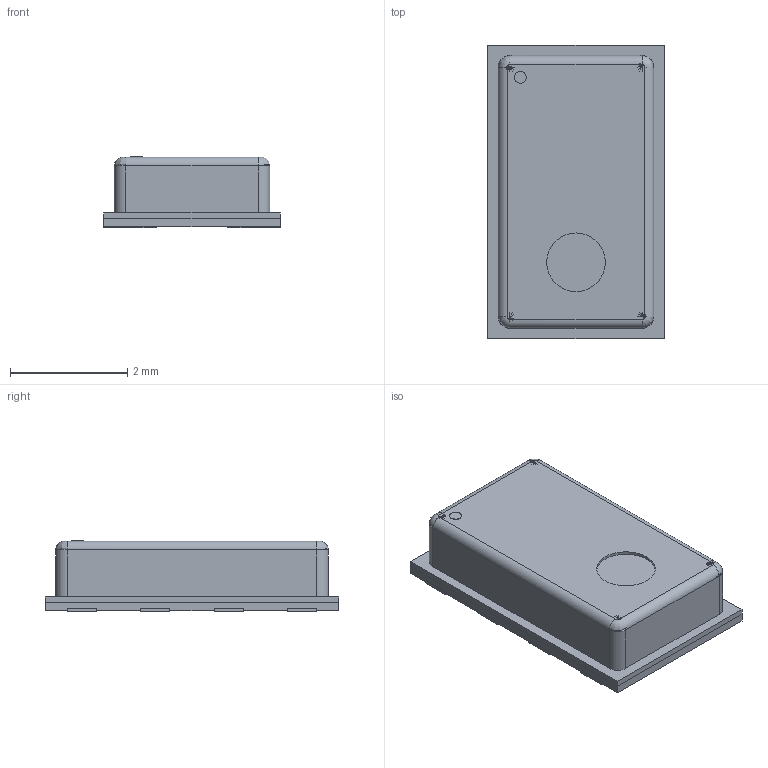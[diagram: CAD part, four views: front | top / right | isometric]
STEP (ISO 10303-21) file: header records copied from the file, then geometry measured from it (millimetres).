
FILE_DESCRIPTION(('FreeCAD Model'),'2;1');
FILE_NAME('MPL115A1.step','2017-04-22T12:12:50',( 'kicad StepUp'),('ksu MCAD'),'Open CASCADE STEP processor 7.1', 'FreeCAD','Unknown');
FILE_SCHEMA(('AUTOMOTIVE_DESIGN_CC2 { 1 2 10303 214 -1 1 5 4 }'));
Length unit declared in the file: millimetre
Products named in the file (1): MPL115A1
Bounding box: 3.02 x 5 x 1.21 mm (x, y, z)
Volume: 15.4 mm3; surface area: 47.8 mm2
Topology: 1 solids, 1 shells, 79 faces, 210 edges, 136 vertices
Faces by surface type: plane 65, cylinder 10, revolution 4
Full cylindrical faces by diameter (mm): 0.2 x1, 1 x1
Entity records: 1676 total; most frequent: ORIENTED_EDGE 314, CARTESIAN_POINT 245, EDGE_CURVE 210, LINE 178, VERTEX_POINT 136, AXIS2_PLACEMENT_3D 98, FACE_BOUND 82, EDGE_LOOP 82
